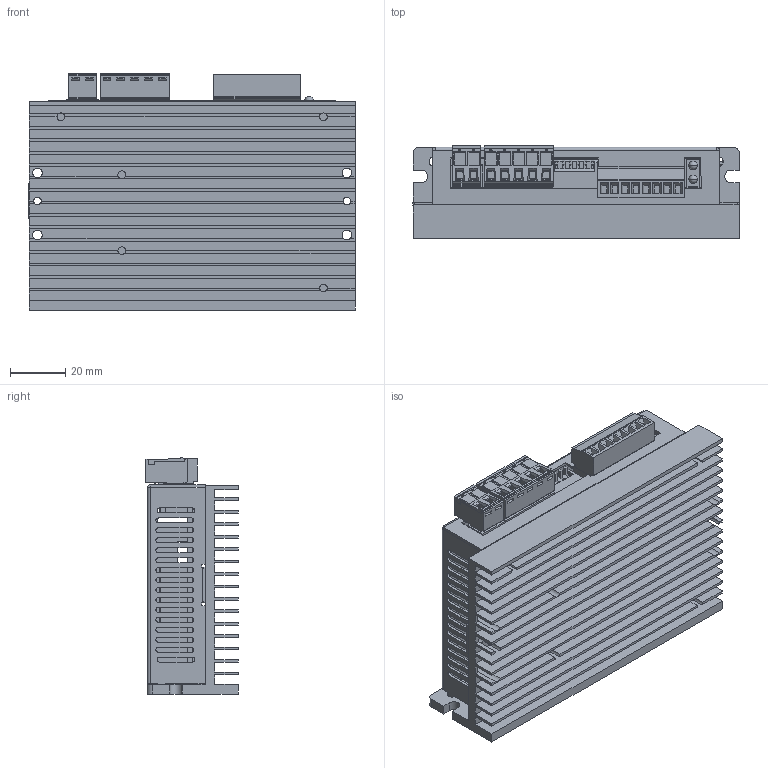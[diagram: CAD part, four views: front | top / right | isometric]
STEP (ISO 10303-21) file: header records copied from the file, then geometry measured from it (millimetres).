
FILE_DESCRIPTION((''),'2;1');
FILE_NAME('RT-5R60','2025-04-01T18:33:41',('ruiwe'),(''),'CREO PARAMETRIC BY PTC INC, 2021063','CREO PARAMETRIC BY PTC INC, 2021063','');
FILE_SCHEMA(('CONFIG_CONTROL_DESIGN','SHAPE_APPEARANCE_LAYERS_GROUPS'));
Products named in the file (1): RT-5R60
Bounding box: 118.1 x 33.5 x 85.53 mm (x, y, z)
Volume: 88711.4 mm3; surface area: 111955.3 mm2
Topology: 8 solids, 11 shells, 3649 faces, 9786 edges, 6237 vertices
Faces by surface type: plane 2341, cylinder 822, bspline 209, torus 121, cone 120, sphere 36
Entity records: 124152 total; most frequent: CARTESIAN_POINT 29709, ORIENTED_EDGE 19416, DIRECTION 17758, EDGE_CURVE 9750, VECTOR 7130, LINE 7130, VERTEX_POINT 6237, AXIS2_PLACEMENT_3D 5314
